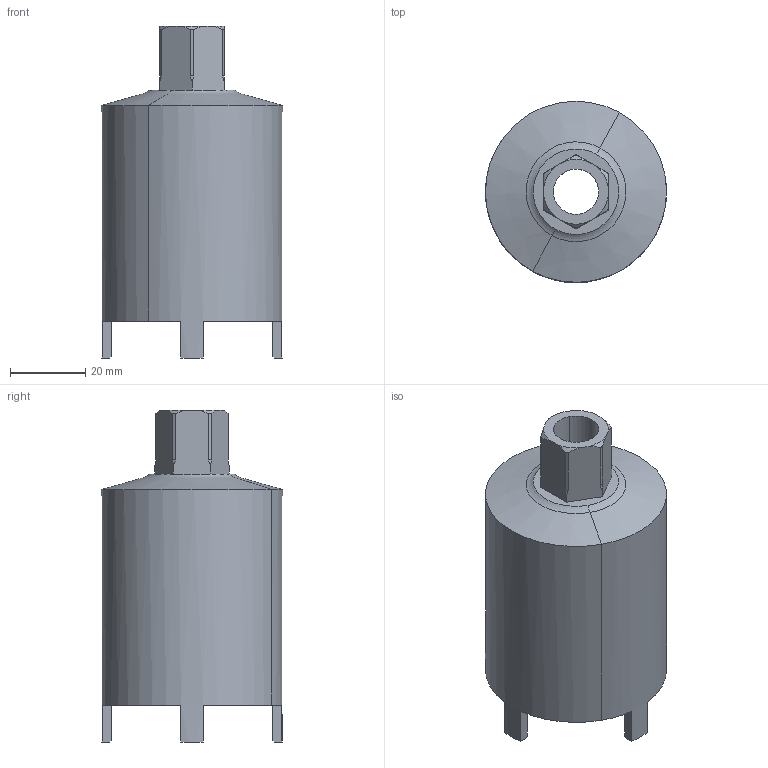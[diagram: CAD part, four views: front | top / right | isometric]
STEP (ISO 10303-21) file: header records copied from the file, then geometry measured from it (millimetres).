
FILE_DESCRIPTION(('CATIA V5 STEP Exchange'),'2;1');
FILE_NAME('Douille ecrou colonne CBR.stp','2021-06-21T18:35:58+00:00',('none'),('none'),'CATIA Version 5 Release 21 GA (IN-10)','CATIA V5 STEP AP203','none');
FILE_SCHEMA(('CONFIG_CONTROL_DESIGN'));
Length unit declared in the file: millimetre
Products named in the file (1): Douille ecrou colonne CBR
Bounding box: 47.99 x 47.99 x 88 mm (x, y, z)
Volume: 29422.5 mm3; surface area: 21914.7 mm2
Topology: 1 solids, 1 shells, 59 faces, 162 edges, 106 vertices
Faces by surface type: plane 25, cylinder 12, cone 12, torus 10
Entity records: 1767 total; most frequent: CARTESIAN_POINT 429, ORIENTED_EDGE 324, DIRECTION 176, EDGE_CURVE 162, VERTEX_POINT 106, AXIS2_PLACEMENT_3D 83, VECTOR 70, LINE 70
